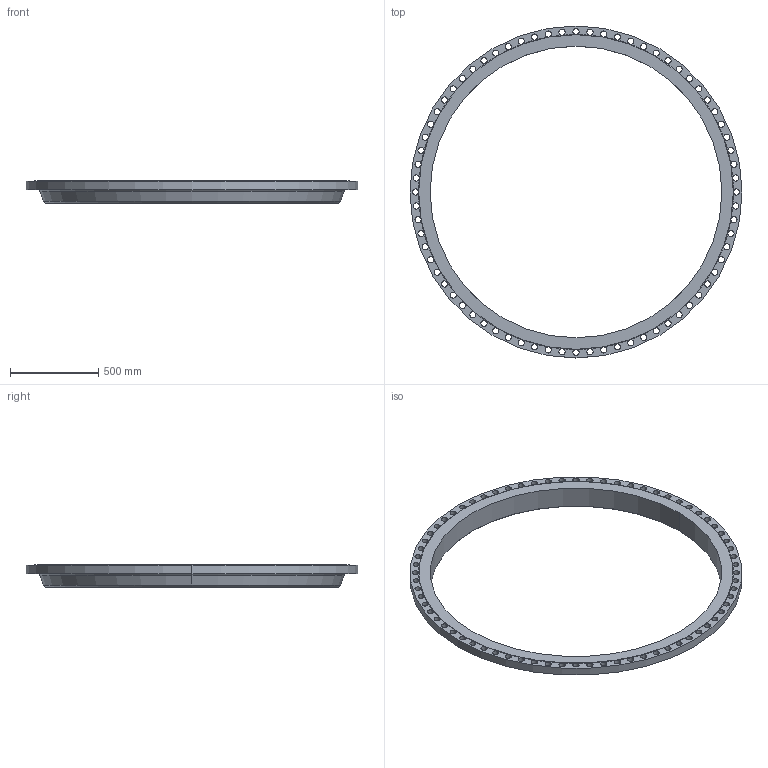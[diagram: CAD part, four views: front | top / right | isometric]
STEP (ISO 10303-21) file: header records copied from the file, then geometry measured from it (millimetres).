
FILE_DESCRIPTION (( 'STEP AP203' ), '1' );
FILE_NAME ('66_CL75_B161_RF_WNF_OB_XH.STEP', '2024-01-18T09:57:18', ( '' ), ( '' ), 'SwSTEP 2.0', 'SolidWorks 2023', '' );
FILE_SCHEMA (( 'CONFIG_CONTROL_DESIGN' ));
Length unit declared in the file: inch
Products named in the file (1): 66_CL75_B161_RF_WNF_OB_XH
Bounding box: 1879.6 x 1879.6 x 125.41 mm (x, y, z)
Volume: 37417417.8 mm3; surface area: 2703864 mm2
Topology: 1 solids, 1 shells, 160 faces, 604 edges, 376 vertices
Faces by surface type: cylinder 150, cone 4, plane 4, torus 2
Entity records: 6949 total; most frequent: DIRECTION 1376, ORIENTED_EDGE 1208, CARTESIAN_POINT 1141, AXIS2_PLACEMENT_3D 611, EDGE_CURVE 604, CIRCLE 450, VERTEX_POINT 376, EDGE_LOOP 236
